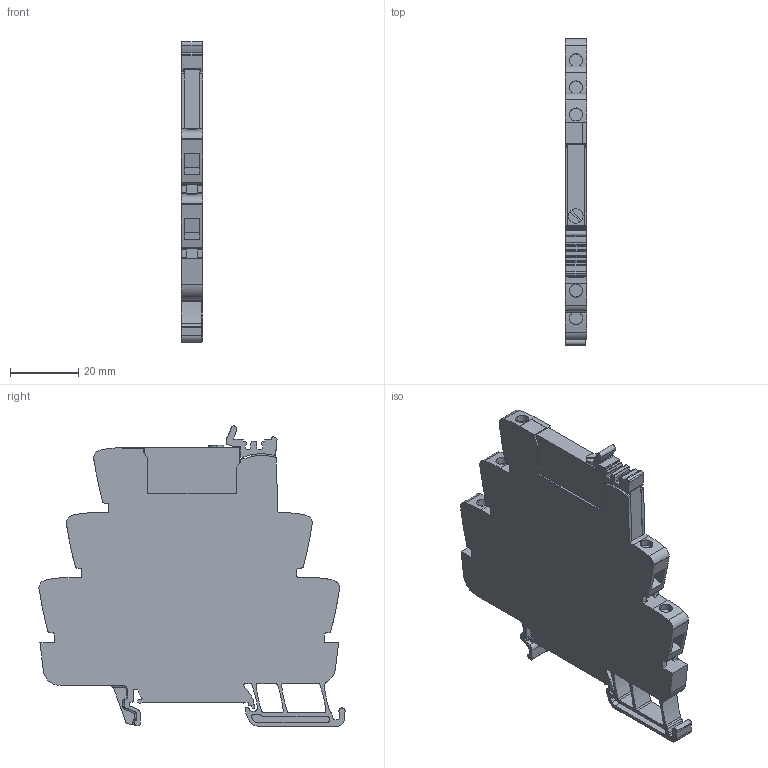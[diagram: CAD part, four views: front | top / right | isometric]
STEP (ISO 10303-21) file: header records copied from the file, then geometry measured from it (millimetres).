
FILE_DESCRIPTION(('CATIA V5 STEP Exchange','CAx-IF Rec.Pracs.--- Model Styling and Organization---1.4--- 2014-01-23'),'2;1');
FILE_NAME ('D1506653_0_2855850000_S3D_TRS_XXX_DC_1CO_PB.stp','2021-10-18T11:59:33+00:00',('none'),('Weidmueller'),'CATIA Version 5-6 Release 2016 SP3 HF44','CATIA V5 STEP AP214','none');
FILE_SCHEMA(('AUTOMOTIVE_DESIGN { 1 0 10303 214 1 1 1 1 }'));
Length unit declared in the file: millimetre
Products named in the file (1): S3D_TRS_XXX_DC_1CO_PB
Bounding box: 6.4 x 89.55 x 87.83 mm (x, y, z)
Volume: 31429.3 mm3; surface area: 17306.1 mm2
Topology: 10 solids, 10 shells, 491 faces, 1540 edges, 1075 vertices
Faces by surface type: plane 275, cylinder 194, torus 10, sphere 8, bspline 2, extrusion 2
Entity records: 17306 total; most frequent: CARTESIAN_POINT 3499, ORIENTED_EDGE 3060, DIRECTION 2252, EDGE_CURVE 1530, VERTEX_POINT 1075, VECTOR 1044, LINE 1042, AXIS2_PLACEMENT_3D 820
